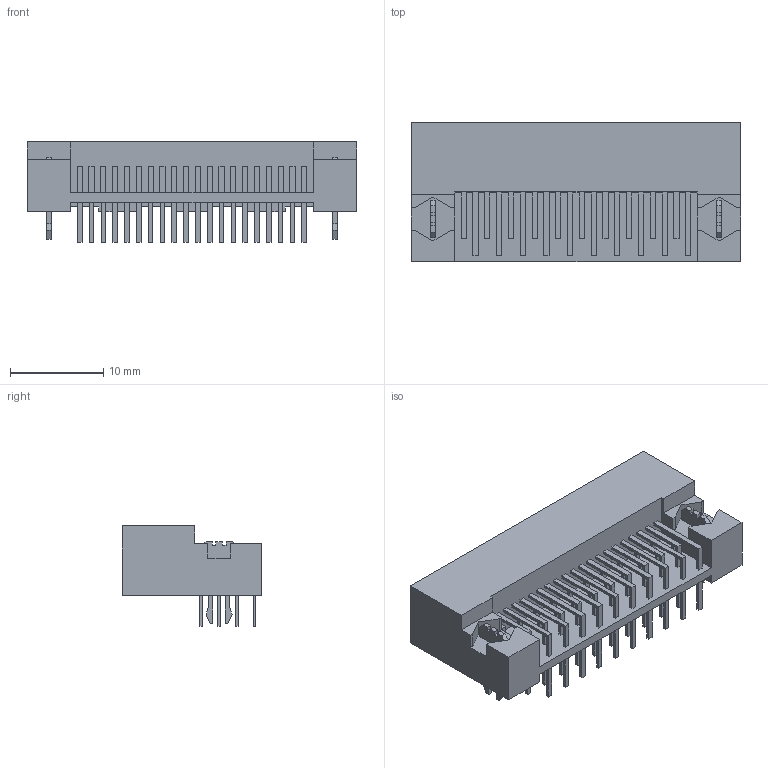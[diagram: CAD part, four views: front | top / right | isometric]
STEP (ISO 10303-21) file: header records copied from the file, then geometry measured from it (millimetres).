
FILE_DESCRIPTION((''),'2;1');
FILE_NAME('HIROSE_FX2-40P-1.27DSL(71).stp','2012-11-07T09:24:24',(''),(''),'Mechanical Desktop 2011','Mechanical Desktop 2011',', , ');
FILE_SCHEMA(('AUTOMOTIVE_DESIGN { 1 2 10303 214 1 1 1 1 }'));
Length unit declared in the file: millimetre
Products named in the file (1): Product
Bounding box: 35.45 x 15 x 10.8 mm (x, y, z)
Volume: 1744.6 mm3; surface area: 3437.3 mm2
Topology: 96 solids, 96 shells, 745 faces, 1656 edges, 1104 vertices
Faces by surface type: bspline 560, plane 181, cylinder 4
Entity records: 20122 total; most frequent: CARTESIAN_POINT 5186, ORIENTED_EDGE 3312, DIRECTION 2036, EDGE_CURVE 1656, VECTOR 1648, LINE 1648, VERTEX_POINT 1104, EDGE_LOOP 746
